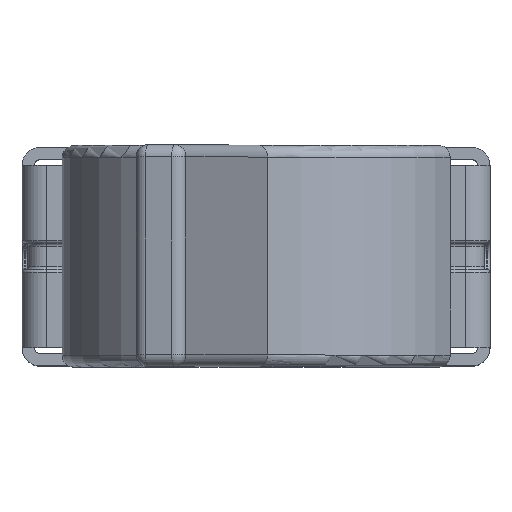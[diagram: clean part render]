
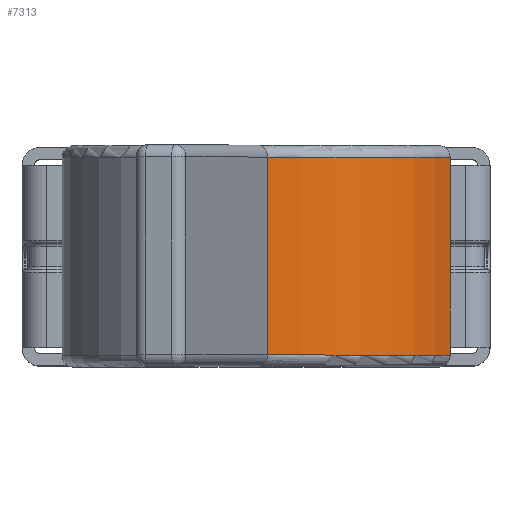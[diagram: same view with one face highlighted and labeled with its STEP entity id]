
A CAD part, top view. The second image highlights one B-rep face of the part: STEP entity #7313.
In plain terms, the highlighted cylindrical face has radius 8.43 mm (diameter 16.86 mm), a partial arc.
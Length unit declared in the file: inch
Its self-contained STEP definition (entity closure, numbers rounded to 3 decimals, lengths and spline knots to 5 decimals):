
#428=FACE_OUTER_BOUND('',#882,.T.);
#882=EDGE_LOOP('',(#4995,#4996,#4997,#4998));
#1357=LINE('',#10957,#2122);
#1360=LINE('',#10965,#2125);
#2122=VECTOR('',#8627,0.3937);
#2125=VECTOR('',#8634,0.3937);
#2880=CIRCLE('',#7800,0.33189);
#2881=CIRCLE('',#7801,0.33189);
#3172=VERTEX_POINT('',#10953);
#3174=VERTEX_POINT('',#10956);
#3176=VERTEX_POINT('',#10962);
#3177=VERTEX_POINT('',#10964);
#3859=EDGE_CURVE('',#3172,#3174,#1357,.T.);
#3862=EDGE_CURVE('',#3176,#3172,#2880,.T.);
#3863=EDGE_CURVE('',#3176,#3177,#1360,.T.);
#3864=EDGE_CURVE('',#3174,#3177,#2881,.T.);
#4995=ORIENTED_EDGE('',*,*,#3862,.F.);
#4996=ORIENTED_EDGE('',*,*,#3863,.T.);
#4997=ORIENTED_EDGE('',*,*,#3864,.F.);
#4998=ORIENTED_EDGE('',*,*,#3859,.F.);
#7163=CYLINDRICAL_SURFACE('',#7799,0.33189);
#7313=ADVANCED_FACE('',(#428),#7163,.T.);
#7799=AXIS2_PLACEMENT_3D('',#10961,#8630,#8631);
#7800=AXIS2_PLACEMENT_3D('',#10963,#8632,#8633);
#7801=AXIS2_PLACEMENT_3D('',#10966,#8635,#8636);
#8627=DIRECTION('',(0.,1.,0.));
#8630=DIRECTION('center_axis',(0.,1.,0.));
#8631=DIRECTION('ref_axis',(0.019,0.,1.));
#8632=DIRECTION('center_axis',(0.,-1.,0.));
#8633=DIRECTION('ref_axis',(0.563,0.,0.826));
#8634=DIRECTION('',(0.,1.,0.));
#8635=DIRECTION('center_axis',(0.,1.,0.));
#8636=DIRECTION('ref_axis',(0.563,0.,0.826));
#10953=CARTESIAN_POINT('',(0.01912,-0.1628,0.82532));
#10956=CARTESIAN_POINT('',(0.01912,0.1628,0.82532));
#10957=CARTESIAN_POINT('',(0.01912,-0.18248,0.82532));
#10961=CARTESIAN_POINT('Origin',(0.01278,-0.18248,0.49349));
#10962=CARTESIAN_POINT('',(0.31941,-0.1628,0.6205));
#10963=CARTESIAN_POINT('Origin',(0.01278,-0.1628,
0.49349));
#10964=CARTESIAN_POINT('',(0.31941,0.1628,0.6205));
#10965=CARTESIAN_POINT('',(0.31941,-0.18248,0.6205));
#10966=CARTESIAN_POINT('Origin',(0.01278,0.1628,0.49349));
